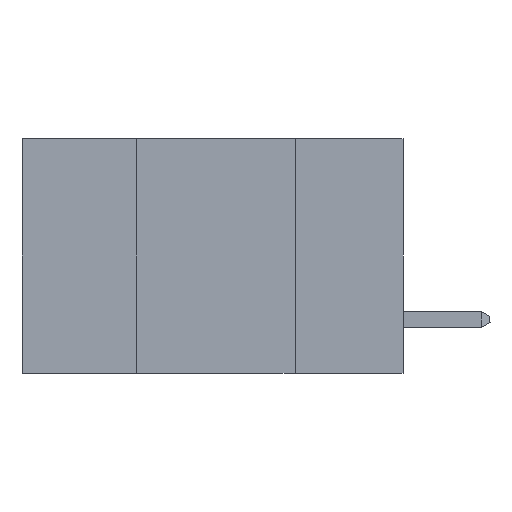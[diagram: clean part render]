
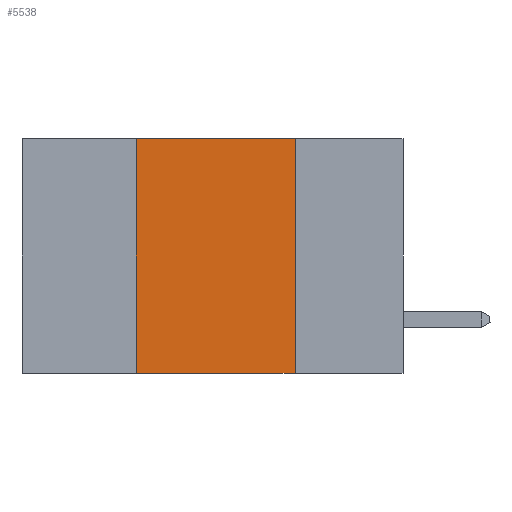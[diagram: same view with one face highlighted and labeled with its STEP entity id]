
A CAD part, left-side view. The second image highlights one B-rep face of the part: STEP entity #5538.
In plain terms, the highlighted planar face has unit normal (-1, 0, 0).
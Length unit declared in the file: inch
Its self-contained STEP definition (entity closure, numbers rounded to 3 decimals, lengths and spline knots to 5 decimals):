
#266 = DIRECTION ( 'NONE',  ( 1., 0., 0. ) ) ;
#1526 = LINE ( 'NONE', #5276, #5824 ) ;
#1730 = PLANE ( 'NONE',  #8803 ) ;
#2047 = EDGE_CURVE ( 'NONE', #3304, #3309, #4108, .T. ) ;
#2577 = CARTESIAN_POINT ( 'NONE',  ( 0., 0.6, 0. ) ) ;
#2584 = EDGE_CURVE ( 'NONE', #6460, #3944, #2823, .T. ) ;
#2816 = CARTESIAN_POINT ( 'NONE',  ( 0., 0.42, 0. ) ) ;
#2823 = LINE ( 'NONE', #2816, #6135 ) ;
#2827 = LINE ( 'NONE', #2577, #6989 ) ;
#3017 = ORIENTED_EDGE ( 'NONE', *, *, #4119, .T. ) ;
#3304 = VERTEX_POINT ( 'NONE', #3611 ) ;
#3309 = VERTEX_POINT ( 'NONE', #7132 ) ;
#3611 = CARTESIAN_POINT ( 'NONE',  ( 0., 0.17, 0. ) ) ;
#3689 = DIRECTION ( 'NONE',  ( 0., 0., -1. ) ) ;
#3944 = VERTEX_POINT ( 'NONE', #4863 ) ;
#4108 = LINE ( 'NONE', #8444, #8133 ) ;
#4119 = EDGE_CURVE ( 'NONE', #6460, #3309, #1526, .T. ) ;
#4261 = EDGE_LOOP ( 'NONE', ( #8503, #6910, #5361, #3017 ) ) ;
#4863 = CARTESIAN_POINT ( 'NONE',  ( 0., 0.42, 0. ) ) ;
#5114 = CARTESIAN_POINT ( 'NONE',  ( 0., 0.6, 0. ) ) ;
#5276 = CARTESIAN_POINT ( 'NONE',  ( 0., 0.6, -0.37 ) ) ;
#5295 = EDGE_CURVE ( 'NONE', #3944, #3304, #2827, .T. ) ;
#5361 = ORIENTED_EDGE ( 'NONE', *, *, #2584, .F. ) ;
#5538 = ADVANCED_FACE ( 'NONE', ( #5809 ), #1730, .F. ) ;
#5778 = DIRECTION ( 'NONE',  ( 0., 0., -1. ) ) ;
#5809 = FACE_OUTER_BOUND ( 'NONE', #4261, .T. ) ;
#5824 = VECTOR ( 'NONE', #5957, 39.37008 ) ;
#5957 = DIRECTION ( 'NONE',  ( 0., -1., 0. ) ) ;
#6135 = VECTOR ( 'NONE', #6858, 39.37008 ) ;
#6460 = VERTEX_POINT ( 'NONE', #7223 ) ;
#6858 = DIRECTION ( 'NONE',  ( 0., 0., 1. ) ) ;
#6910 = ORIENTED_EDGE ( 'NONE', *, *, #5295, .F. ) ;
#6989 = VECTOR ( 'NONE', #7440, 39.37008 ) ;
#7132 = CARTESIAN_POINT ( 'NONE',  ( 0., 0.17, -0.37 ) ) ;
#7223 = CARTESIAN_POINT ( 'NONE',  ( 0., 0.42, -0.37 ) ) ;
#7440 = DIRECTION ( 'NONE',  ( 0., -1., 0. ) ) ;
#8133 = VECTOR ( 'NONE', #5778, 39.37008 ) ;
#8444 = CARTESIAN_POINT ( 'NONE',  ( 0., 0.17, 0. ) ) ;
#8503 = ORIENTED_EDGE ( 'NONE', *, *, #2047, .F. ) ;
#8803 = AXIS2_PLACEMENT_3D ( 'NONE', #5114, #266, #3689 ) ;
